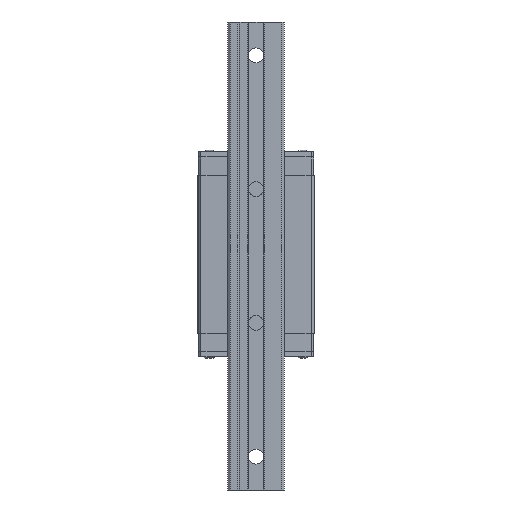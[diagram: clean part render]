
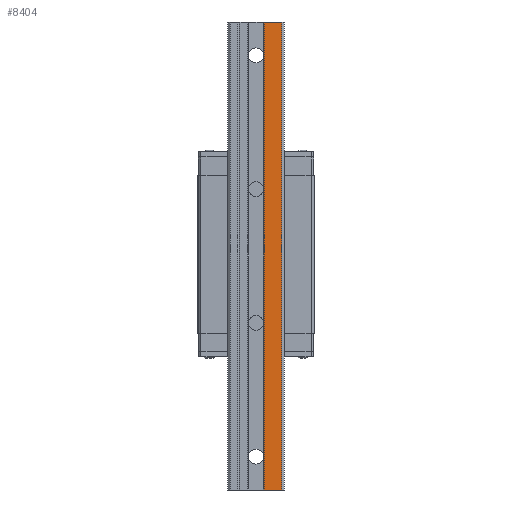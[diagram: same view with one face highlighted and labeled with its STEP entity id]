
A CAD part, front view. The second image highlights one B-rep face of the part: STEP entity #8404.
In plain terms, the highlighted planar face has unit normal (0, -1, 0).
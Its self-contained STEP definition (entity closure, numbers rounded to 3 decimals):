
#64 = CARTESIAN_POINT ( 'NONE',  ( 22., 0., -280. ) ) ;
#105 = ORIENTED_EDGE ( 'NONE', *, *, #4998, .F. ) ;
#412 = CARTESIAN_POINT ( 'NONE',  ( 32.5, 0., -280. ) ) ;
#451 = VECTOR ( 'NONE', #2517, 1000. ) ;
#456 = VERTEX_POINT ( 'NONE', #6387 ) ;
#1034 = DIRECTION ( 'NONE',  ( 0., 0., 1. ) ) ;
#1049 = LINE ( 'NONE', #64, #4851 ) ;
#1368 = EDGE_CURVE ( 'NONE', #7961, #456, #5449, .T. ) ;
#1734 = EDGE_CURVE ( 'NONE', #5872, #456, #5328, .T. ) ;
#1773 = CARTESIAN_POINT ( 'NONE',  ( 22., 0., -280. ) ) ;
#2015 = CARTESIAN_POINT ( 'NONE',  ( 22., 0., -280. ) ) ;
#2394 = DIRECTION ( 'NONE',  ( 1., 0., 0. ) ) ;
#2517 = DIRECTION ( 'NONE',  ( 0., 0., 1. ) ) ;
#2767 = EDGE_CURVE ( 'NONE', #7082, #7961, #1049, .T. ) ;
#2808 = ORIENTED_EDGE ( 'NONE', *, *, #1734, .F. ) ;
#3001 = LINE ( 'NONE', #2015, #9418 ) ;
#3387 = CARTESIAN_POINT ( 'NONE',  ( 22., 0., 0. ) ) ;
#3488 = CARTESIAN_POINT ( 'NONE',  ( 32.5, 0., -280. ) ) ;
#3857 = FACE_OUTER_BOUND ( 'NONE', #7710, .T. ) ;
#3999 = DIRECTION ( 'NONE',  ( 0., 0., -1. ) ) ;
#4044 = CARTESIAN_POINT ( 'NONE',  ( 22., 0., 0. ) ) ;
#4357 = AXIS2_PLACEMENT_3D ( 'NONE', #5953, #4971, #3999 ) ;
#4845 = ORIENTED_EDGE ( 'NONE', *, *, #2767, .T. ) ;
#4851 = VECTOR ( 'NONE', #8683, 1000. ) ;
#4971 = DIRECTION ( 'NONE',  ( 0., -1., 0. ) ) ;
#4998 = EDGE_CURVE ( 'NONE', #7082, #5872, #3001, .T. ) ;
#5060 = ORIENTED_EDGE ( 'NONE', *, *, #1368, .T. ) ;
#5328 = LINE ( 'NONE', #3387, #8329 ) ;
#5449 = LINE ( 'NONE', #3488, #451 ) ;
#5872 = VERTEX_POINT ( 'NONE', #4044 ) ;
#5953 = CARTESIAN_POINT ( 'NONE',  ( 22., 0., -280. ) ) ;
#6387 = CARTESIAN_POINT ( 'NONE',  ( 32.5, 0., 0. ) ) ;
#6949 = PLANE ( 'NONE',  #4357 ) ;
#7082 = VERTEX_POINT ( 'NONE', #1773 ) ;
#7710 = EDGE_LOOP ( 'NONE', ( #2808, #105, #4845, #5060 ) ) ;
#7961 = VERTEX_POINT ( 'NONE', #412 ) ;
#8329 = VECTOR ( 'NONE', #2394, 1000. ) ;
#8404 = ADVANCED_FACE ( 'NONE', ( #3857 ), #6949, .T. ) ;
#8683 = DIRECTION ( 'NONE',  ( 1., 0., 0. ) ) ;
#9418 = VECTOR ( 'NONE', #1034, 1000. ) ;
